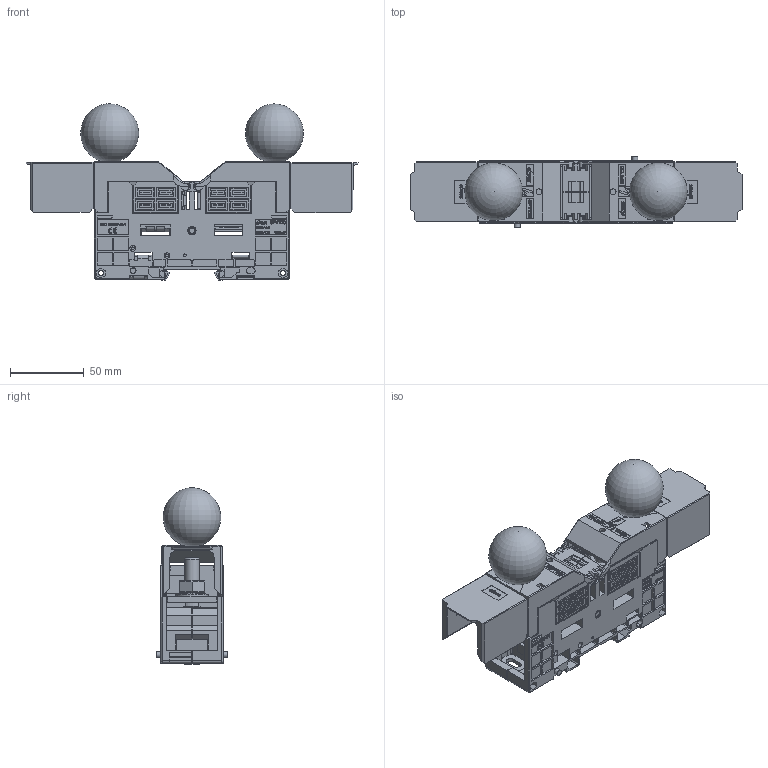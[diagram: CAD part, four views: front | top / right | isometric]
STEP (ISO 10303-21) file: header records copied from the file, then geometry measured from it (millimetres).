
FILE_DESCRIPTION(/* description */ ('Unknown'),/* implementation_level */ '2;1');
FILE_NAME(/* name */ 'SPT120_3D',/* time_stamp */ '2023-01-11T15:53:16+05:00',/* author */ ('Unknown'),/* organization */ ('Unknown'),/* preprocessor_version */ 'ST-DEVELOPER v16.7',/* originating_system */ 'Solid Edge',/* authorisation */ 'Unknown');
FILE_SCHEMA (('AUTOMOTIVE_DESIGN {1 0 10303 214 3 1 1}'));
Length unit declared in the file: millimetre
Products named in the file (11): SPT120; SPT120H; 6SPT120PC; 6SPT70FT; 9SASPT150; 9SASPT150CB; 8SPT150CRR; 52MDSPT150; 9SASPT150WN; 52NH01_M10_T1-RI; 59LMSPT150
Assembly tree (14 placements, depth 4):
  SPT120
    SPT120H  x2
    6SPT120PC  x2
    6SPT70FT
    9SASPT150
      9SASPT150CB
        8SPT150CRR
        52MDSPT150  x2
      9SASPT150WN  x2
        52NH01_M10_T1-RI
        59LMSPT150
Bounding box: 225.75 x 48.27 x 120 mm (x, y, z)
Volume: 203839.1 mm3; surface area: 195297.7 mm2
Topology: 22 solids, 22 shells, 5364 faces, 14440 edges, 9594 vertices
Faces by surface type: plane 4275, cylinder 683, bspline 310, cone 74, torus 22
Full cylindrical faces by diameter (mm): 1.8 x4, 2 x6, 2.1 x4, 2.5 x2, 3.25 x4, 3.8 x4, 4 x10, 4.8 x2, 6 x6, 8.647 x2, 9 x2, 10 x4, 10.5 x2, 11 x2, 11.3 x2, 11.8 x2, 13 x2, 19.5 x2, 22 x2
Entity records: 96647 total; most frequent: CARTESIAN_POINT 25259, ORIENTED_EDGE 14950, DIRECTION 13370, EDGE_CURVE 7475, LINE 6026, VECTOR 6026, VERTEX_POINT 5017, AXIS2_PLACEMENT_3D 3672
